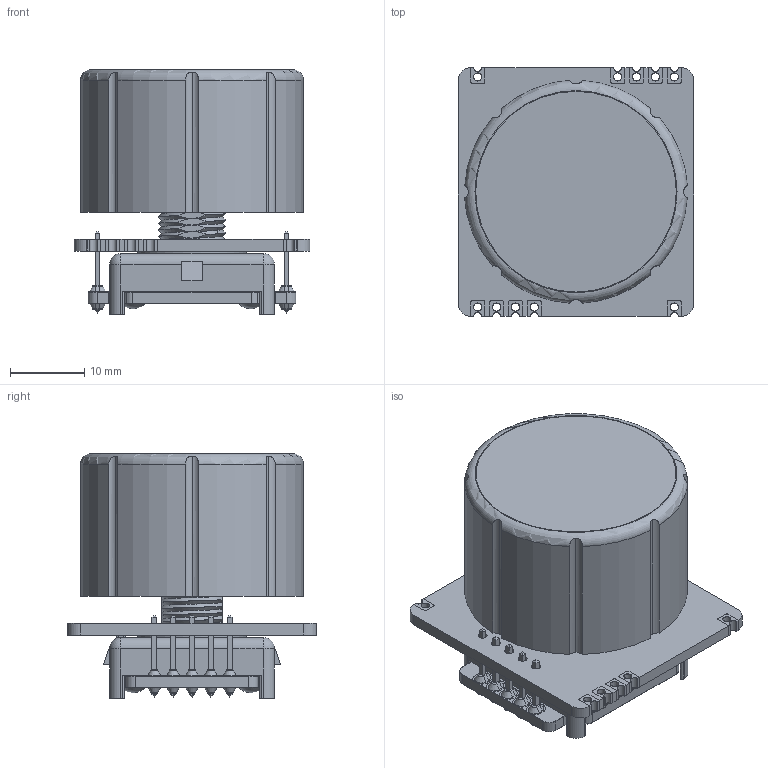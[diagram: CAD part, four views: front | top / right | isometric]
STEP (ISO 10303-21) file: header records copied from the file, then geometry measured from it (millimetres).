
FILE_DESCRIPTION(('HOOPS Exchange Step'),'2;1');
FILE_NAME('temp_export','2025-09-06T05:18:28-05:00',('bradyhartog'),('Shapr3D Limited'),'HOOPS Exchange 2025.6','Shapr3D','Authorized');
FILE_SCHEMA( ('AP242_MANAGED_MODEL_BASED_3D_ENGINEERING_MIM_LF {1 0 10303 442 1 1 4}') );
Length unit declared in the file: millimetre
Products named in the file (2): Castellated Connectors; root
Assembly tree (1 placements, depth 2):
  root
    Castellated Connectors
Bounding box: 31.75 x 33.52 x 32.94 mm (x, y, z)
Volume: 17620.4 mm3; surface area: 14019.4 mm2
Topology: 34 solids, 34 shells, 1758 faces, 4771 edges, 3122 vertices
Faces by surface type: plane 1134, cylinder 475, bspline 83, cone 45, torus 13, sphere 8
Full cylindrical faces by diameter (mm): 0.33 x1, 1.08 x10, 1.1 x10, 1.2 x10, 1.981 x4, 2.032 x12, 3.02 x1, 3.581 x2, 3.835 x1, 6.35 x1, 6.375 x1, 6.604 x1, 9.1 x1, 14.681 x1, 19.863 x2, 27 x2, 27.2 x1, 28 x1
Entity records: 76046 total; most frequent: CARTESIAN_POINT 31201, ORIENTED_EDGE 9534, DIRECTION 8799, EDGE_CURVE 4767, VECTOR 3139, LINE 3139, VERTEX_POINT 3122, AXIS2_PLACEMENT_3D 2830
